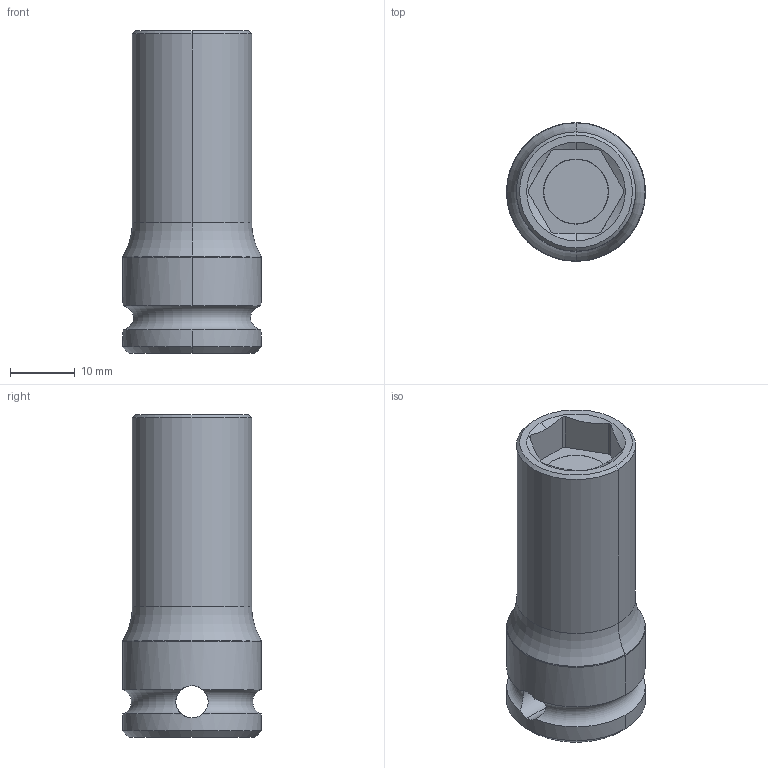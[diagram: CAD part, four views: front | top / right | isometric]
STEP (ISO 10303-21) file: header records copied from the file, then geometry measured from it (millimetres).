
FILE_DESCRIPTION((''),'2;1');
FILE_NAME('4027128613_ASM','2023-08-28T10:33:57',('a00565553'),(''),'CREO PARAMETRIC BY PTC INC, 2022414','CREO PARAMETRIC BY PTC INC, 2022414','');
FILE_SCHEMA(('CONFIG_CONTROL_DESIGN','GEOMETRIC_VALIDATION_PROPERTIES_MIM'));
Length unit declared in the file: millimetre
Products named in the file (3): 4027032348; 4027032349; 4027128613_ASM
Assembly tree (2 placements, depth 2):
  4027128613_ASM
    4027032348
    4027032349
Bounding box: 21.5 x 21.5 x 50 mm (x, y, z)
Volume: 11317.8 mm3; surface area: 5452.1 mm2
Topology: 2 solids, 2 shells, 71 faces, 177 edges, 110 vertices
Faces by surface type: cylinder 29, plane 22, cone 12, torus 8
Entity records: 3019 total; most frequent: CARTESIAN_POINT 583, DIRECTION 370, ORIENTED_EDGE 354, EDGE_CURVE 177, PRESENTATION_STYLE_ASSIGNMENT 172, STYLED_ITEM 172, CURVE_STYLE 171, AXIS2_PLACEMENT_3D 152
